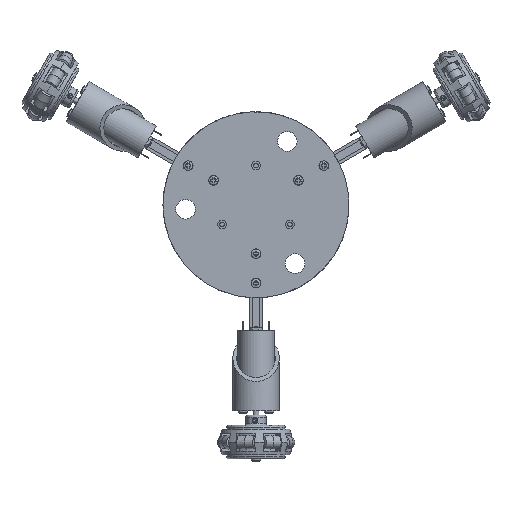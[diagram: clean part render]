
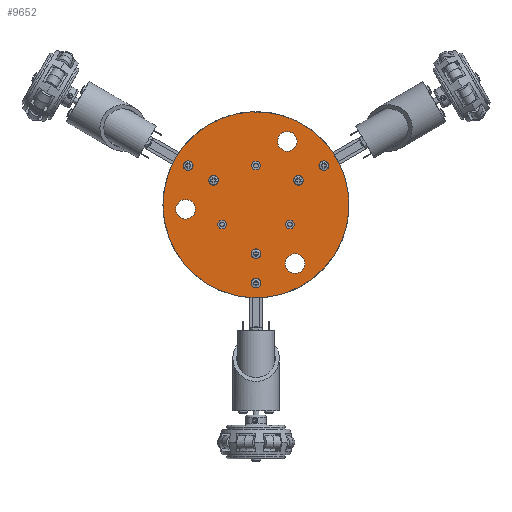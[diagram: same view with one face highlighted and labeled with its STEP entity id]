
A CAD part, front view. The second image highlights one B-rep face of the part: STEP entity #9652.
In plain terms, the highlighted planar face has unit normal (0, -1, 0).
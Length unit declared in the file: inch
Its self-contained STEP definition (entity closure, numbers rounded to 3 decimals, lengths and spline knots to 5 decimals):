
#2021=PLANE($,#10387);
#2406=FACE_BOUND($,#3325,.T.);
#2407=FACE_BOUND($,#3326,.T.);
#2408=FACE_BOUND($,#3327,.T.);
#2409=FACE_BOUND($,#3328,.T.);
#2410=FACE_BOUND($,#3329,.T.);
#2411=FACE_BOUND($,#3330,.T.);
#2412=FACE_BOUND($,#3331,.T.);
#2413=FACE_BOUND($,#3332,.T.);
#2414=FACE_BOUND($,#3333,.T.);
#2415=FACE_BOUND($,#3334,.T.);
#2416=FACE_BOUND($,#3335,.T.);
#2417=FACE_BOUND($,#3336,.T.);
#2418=FACE_BOUND($,#3337,.T.);
#3325=EDGE_LOOP($,(#7116));
#3326=EDGE_LOOP($,(#7117));
#3327=EDGE_LOOP($,(#7118));
#3328=EDGE_LOOP($,(#7119));
#3329=EDGE_LOOP($,(#7120));
#3330=EDGE_LOOP($,(#7121));
#3331=EDGE_LOOP($,(#7122));
#3332=EDGE_LOOP($,(#7123));
#3333=EDGE_LOOP($,(#7124));
#3334=EDGE_LOOP($,(#7125));
#3335=EDGE_LOOP($,(#7126));
#3336=EDGE_LOOP($,(#7127));
#3337=EDGE_LOOP($,(#7128));
#4045=CIRCLE($,#10253,0.25);
#4047=CIRCLE($,#10258,0.06);
#4049=CIRCLE($,#10263,0.06);
#4051=CIRCLE($,#10266,0.0675);
#4053=CIRCLE($,#10269,0.25);
#4055=CIRCLE($,#10274,0.06);
#4057=CIRCLE($,#10279,0.06);
#4059=CIRCLE($,#10282,0.0675);
#4093=CIRCLE($,#10327,2.375);
#4103=CIRCLE($,#10353,0.0675);
#4104=CIRCLE($,#10355,0.25);
#4105=CIRCLE($,#10357,0.06);
#4107=CIRCLE($,#10360,0.06);
#4496=VERTEX_POINT($,#14400);
#4506=VERTEX_POINT($,#14423);
#4516=VERTEX_POINT($,#14446);
#4518=VERTEX_POINT($,#14451);
#4520=VERTEX_POINT($,#14456);
#4530=VERTEX_POINT($,#14479);
#4540=VERTEX_POINT($,#14502);
#4542=VERTEX_POINT($,#14507);
#4576=VERTEX_POINT($,#14606);
#4593=VERTEX_POINT($,#14669);
#4594=VERTEX_POINT($,#14672);
#4595=VERTEX_POINT($,#14675);
#4597=VERTEX_POINT($,#14680);
#5429=EDGE_CURVE($,#4496,#4496,#4045,.T.);
#5439=EDGE_CURVE($,#4506,#4506,#4047,.T.);
#5449=EDGE_CURVE($,#4516,#4516,#4049,.T.);
#5451=EDGE_CURVE($,#4518,#4518,#4051,.T.);
#5453=EDGE_CURVE($,#4520,#4520,#4053,.T.);
#5463=EDGE_CURVE($,#4530,#4530,#4055,.T.);
#5473=EDGE_CURVE($,#4540,#4540,#4057,.T.);
#5475=EDGE_CURVE($,#4542,#4542,#4059,.T.);
#5529=EDGE_CURVE($,#4576,#4576,#4093,.T.);
#5559=EDGE_CURVE($,#4593,#4593,#4103,.T.);
#5560=EDGE_CURVE($,#4594,#4594,#4104,.T.);
#5561=EDGE_CURVE($,#4595,#4595,#4105,.T.);
#5563=EDGE_CURVE($,#4597,#4597,#4107,.T.);
#7116=ORIENTED_EDGE($,*,*,#5429,.T.);
#7117=ORIENTED_EDGE($,*,*,#5439,.T.);
#7118=ORIENTED_EDGE($,*,*,#5449,.T.);
#7119=ORIENTED_EDGE($,*,*,#5451,.T.);
#7120=ORIENTED_EDGE($,*,*,#5453,.T.);
#7121=ORIENTED_EDGE($,*,*,#5463,.T.);
#7122=ORIENTED_EDGE($,*,*,#5473,.T.);
#7123=ORIENTED_EDGE($,*,*,#5475,.T.);
#7124=ORIENTED_EDGE($,*,*,#5559,.T.);
#7125=ORIENTED_EDGE($,*,*,#5560,.T.);
#7126=ORIENTED_EDGE($,*,*,#5561,.T.);
#7127=ORIENTED_EDGE($,*,*,#5563,.T.);
#7128=ORIENTED_EDGE($,*,*,#5529,.T.);
#9652=ADVANCED_FACE($,(#2406,#2407,#2408,#2409,#2410,#2411,#2412,#2413,
#2414,#2415,#2416,#2417,#2418),#2021,.F.);
#10253=AXIS2_PLACEMENT_3D($,#14401,#11435,#11436);
#10258=AXIS2_PLACEMENT_3D($,#14424,#11453,#11454);
#10263=AXIS2_PLACEMENT_3D($,#14447,#11471,#11472);
#10266=AXIS2_PLACEMENT_3D($,#14452,#11477,#11478);
#10269=AXIS2_PLACEMENT_3D($,#14457,#11483,#11484);
#10274=AXIS2_PLACEMENT_3D($,#14480,#11501,#11502);
#10279=AXIS2_PLACEMENT_3D($,#14503,#11519,#11520);
#10282=AXIS2_PLACEMENT_3D($,#14508,#11525,#11526);
#10327=AXIS2_PLACEMENT_3D($,#14607,#11635,#11636);
#10353=AXIS2_PLACEMENT_3D($,#14670,#11707,#11708);
#10355=AXIS2_PLACEMENT_3D($,#14673,#11711,#11712);
#10357=AXIS2_PLACEMENT_3D($,#14676,#11715,#11716);
#10360=AXIS2_PLACEMENT_3D($,#14681,#11721,#11722);
#10387=AXIS2_PLACEMENT_3D($,#14751,#11799,#11800);
#11435=DIRECTION('center_axis',(0.,1.,0.));
#11436=DIRECTION('ref_axis',(0.5,0.,-0.866));
#11453=DIRECTION('center_axis',(0.,1.,0.));
#11454=DIRECTION('ref_axis',(0.5,0.,-0.866));
#11471=DIRECTION('center_axis',(0.,1.,0.));
#11472=DIRECTION('ref_axis',(0.5,0.,-0.866));
#11477=DIRECTION('center_axis',(0.,1.,0.));
#11478=DIRECTION('ref_axis',(0.5,0.,-0.866));
#11483=DIRECTION('center_axis',(0.,1.,0.));
#11484=DIRECTION('ref_axis',(0.5,0.,0.866));
#11501=DIRECTION('center_axis',(0.,1.,0.));
#11502=DIRECTION('ref_axis',(0.5,0.,0.866));
#11519=DIRECTION('center_axis',(0.,1.,0.));
#11520=DIRECTION('ref_axis',(0.5,0.,0.866));
#11525=DIRECTION('center_axis',(0.,1.,0.));
#11526=DIRECTION('ref_axis',(0.5,0.,0.866));
#11635=DIRECTION('center_axis',(0.,-1.,0.));
#11636=DIRECTION('ref_axis',(1.,0.,0.));
#11707=DIRECTION('center_axis',(0.,1.,0.));
#11708=DIRECTION('ref_axis',(-1.,0.,0.));
#11711=DIRECTION('center_axis',(0.,1.,0.));
#11712=DIRECTION('ref_axis',(-1.,0.,0.));
#11715=DIRECTION('center_axis',(0.,1.,0.));
#11716=DIRECTION('ref_axis',(-1.,0.,0.));
#11721=DIRECTION('center_axis',(0.,1.,0.));
#11722=DIRECTION('ref_axis',(-1.,0.,0.));
#11799=DIRECTION('center_axis',(0.,1.,0.));
#11800=DIRECTION('ref_axis',(0.,0.,1.));
#14400=CARTESIAN_POINT('',(0.67404,0.,1.83253));
#14401=CARTESIAN_POINT('Origin',(0.79904,0.,1.61603));
#14423=CARTESIAN_POINT('',(1.70205,0.,1.05196));
#14424=CARTESIAN_POINT('Origin',(1.73205,0.,1.));
#14446=CARTESIAN_POINT('',(1.05253,0.,0.67696));
#14447=CARTESIAN_POINT('Origin',(1.08253,0.,0.625));
#14451=CARTESIAN_POINT('',(-0.89978,0.,-0.44154));
#14452=CARTESIAN_POINT('Origin',(-0.86603,0.,-0.5));
#14456=CARTESIAN_POINT('',(-1.92404,0.,-0.33253));
#14457=CARTESIAN_POINT('Origin',(-1.79904,0.,-0.11603));
#14479=CARTESIAN_POINT('',(-1.76205,0.,0.94804));
#14480=CARTESIAN_POINT('Origin',(-1.73205,0.,1.));
#14502=CARTESIAN_POINT('',(-1.11253,0.,0.57304));
#14503=CARTESIAN_POINT('Origin',(-1.08253,0.,0.625));
#14507=CARTESIAN_POINT('',(0.83228,0.,-0.55846));
#14508=CARTESIAN_POINT('Origin',(0.86603,0.,-0.5));
#14606=CARTESIAN_POINT('',(-2.375,0.,0.));
#14607=CARTESIAN_POINT('Origin',(0.,0.,0.));
#14669=CARTESIAN_POINT('',(0.0675,0.,1.));
#14670=CARTESIAN_POINT('Origin',(0.,0.,1.));
#14672=CARTESIAN_POINT('',(1.25,0.,-1.5));
#14673=CARTESIAN_POINT('Origin',(1.,0.,-1.5));
#14675=CARTESIAN_POINT('',(0.06,0.,-2.));
#14676=CARTESIAN_POINT('Origin',(0.,0.,-2.));
#14680=CARTESIAN_POINT('',(0.06,0.,-1.25));
#14681=CARTESIAN_POINT('Origin',(0.,0.,-1.25));
#14751=CARTESIAN_POINT('Origin',(0.,0.,0.));
